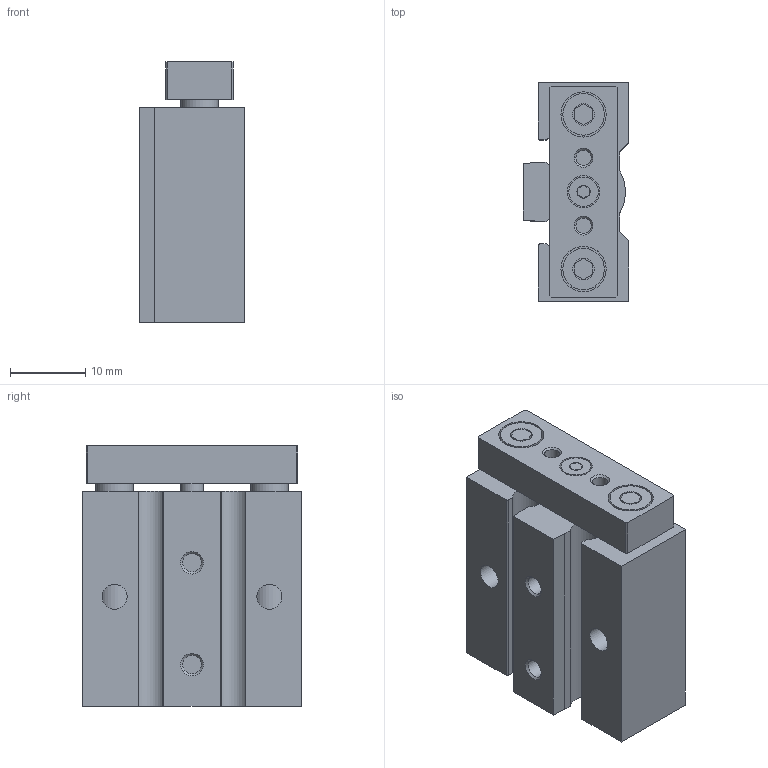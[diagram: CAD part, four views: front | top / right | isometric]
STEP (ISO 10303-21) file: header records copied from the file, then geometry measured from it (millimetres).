
FILE_DESCRIPTION( ( 'STEP AP203' ), '1' );
FILE_NAME( 'SGM6x5-S()(0-0).stp', '2021-10-12T02:28:12', ( 'License CC BY-ND 4.0' ), ( 'CADENAS' ), ' ', 'PARTsolutions', ' ' );
FILE_SCHEMA( ( 'CONFIG_CONTROL_DESIGN' ) );
Length unit declared in the file: millimetre
Products named in the file (4): SGM6x5-S()(0-0); _SGM6x5-M(dummy-0) 0; _SGM6x5-M(-0body); _SGM6x5-M(-0)_ROD
Assembly tree (3 placements, depth 2):
  SGM6x5-S()(0-0)
    _SGM6x5-M(dummy-0) 0
    _SGM6x5-M(-0body)
    _SGM6x5-M(-0)_ROD
Bounding box: 14 x 29 x 34.5 mm (x, y, z)
Volume: 10188.4 mm3; surface area: 6770.4 mm2
Topology: 2 solids, 2 shells, 120 faces, 267 edges, 175 vertices
Faces by surface type: plane 74, cylinder 31, cone 15
Full cylindrical faces by diameter (mm): 1.74 x1, 2 x1, 2.013 x2, 2.459 x6, 2.88 x2, 3 x2, 3.3 x2, 3.9 x1, 4.3 x1, 5 x4, 5.5 x2, 6 x2
Entity records: 3257 total; most frequent: CARTESIAN_POINT 551, DIRECTION 544, ORIENTED_EDGE 442, EDGE_CURVE 221, AXIS2_PLACEMENT_3D 203, EDGE_LOOP 196, VERTEX_POINT 169, FACE_OUTER_BOUND 146
